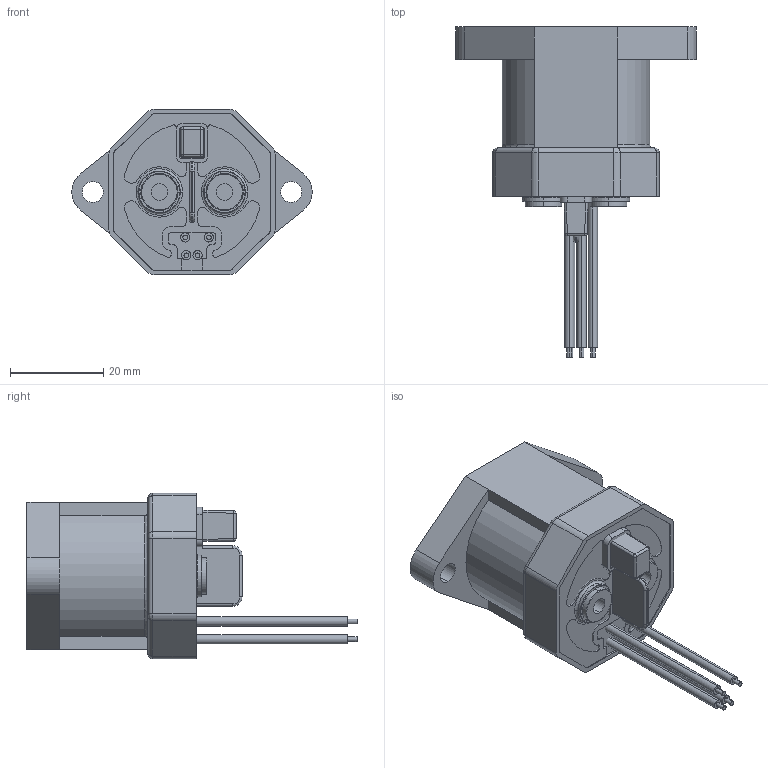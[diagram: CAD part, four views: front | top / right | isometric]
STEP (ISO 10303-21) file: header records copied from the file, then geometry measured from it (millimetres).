
FILE_DESCRIPTION((''),'2;1');
FILE_NAME('ASM0002_ASM','2024-04-13T12:49:08',('Fiona.Li'),(''),'CREO PARAMETRIC BY PTC INC, 2021063','CREO PARAMETRIC BY PTC INC, 2021063','');
FILE_SCHEMA(('CONFIG_CONTROL_DESIGN'));
Length unit declared in the file: millimetre
Products named in the file (2): PRT0001; ASM0002_ASM
Assembly tree (1 placements, depth 2):
  ASM0002_ASM
    PRT0001
Bounding box: 51.61 x 70.9 x 35.6 mm (x, y, z)
Volume: 297.5 mm3; surface area: 13660.9 mm2
Topology: 1 solids, 103 shells, 525 faces, 1695 edges, 1266 vertices
Faces by surface type: cylinder 246, plane 213, torus 40, cone 13, bspline 9, sphere 4
Entity records: 19693 total; most frequent: CARTESIAN_POINT 4795, DIRECTION 3249, ORIENTED_EDGE 2548, EDGE_CURVE 1691, VERTEX_POINT 1266, AXIS2_PLACEMENT_3D 1137, VECTOR 975, LINE 975
